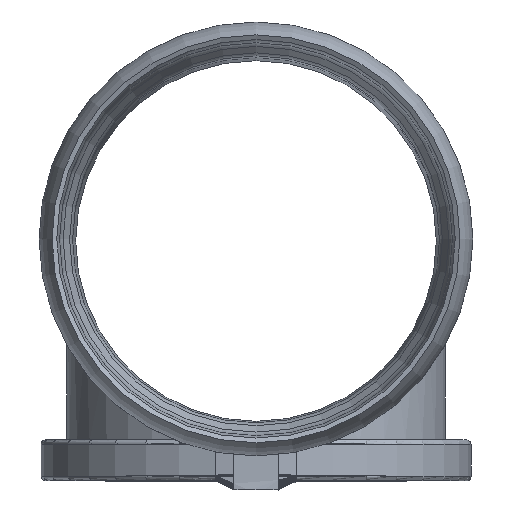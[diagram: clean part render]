
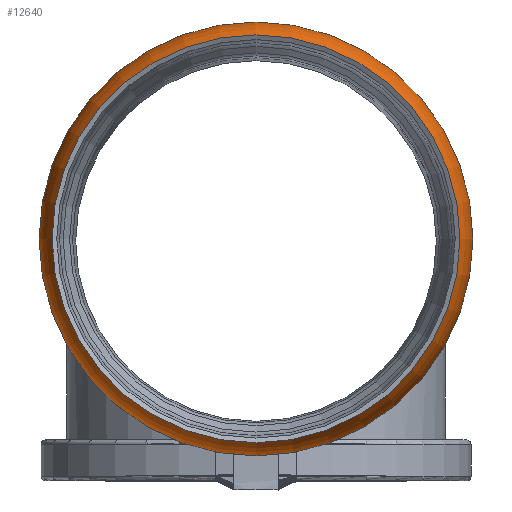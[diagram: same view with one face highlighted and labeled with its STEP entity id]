
A CAD part, top view. The second image highlights one B-rep face of the part: STEP entity #12640.
In plain terms, the highlighted toroidal (fillet/blend) face has major radius 34 mm and minor radius 24.5 mm.
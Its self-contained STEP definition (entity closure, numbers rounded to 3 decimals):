
#676=TOROIDAL_SURFACE('',#13266,34.,24.5);
#4027=FACE_OUTER_BOUND('',#4715,.T.);
#4715=EDGE_LOOP('',(#11577,#11578,#11579,#11580,#11581,#11582));
#5090=CIRCLE('',#13264,55.012);
#5091=CIRCLE('',#13265,55.012);
#5092=CIRCLE('',#13267,58.5);
#5093=CIRCLE('',#13268,58.5);
#5094=CIRCLE('',#13269,24.5);
#6356=VERTEX_POINT('',#34476);
#6357=VERTEX_POINT('',#34478);
#6358=VERTEX_POINT('',#34482);
#6359=VERTEX_POINT('',#34483);
#8110=EDGE_CURVE('',#6357,#6356,#5090,.T.);
#8111=EDGE_CURVE('',#6356,#6357,#5091,.T.);
#8112=EDGE_CURVE('',#6358,#6359,#5092,.T.);
#8113=EDGE_CURVE('',#6359,#6358,#5093,.T.);
#8114=EDGE_CURVE('',#6359,#6357,#5094,.T.);
#11577=ORIENTED_EDGE('',*,*,#8112,.F.);
#11578=ORIENTED_EDGE('',*,*,#8113,.F.);
#11579=ORIENTED_EDGE('',*,*,#8114,.T.);
#11580=ORIENTED_EDGE('',*,*,#8110,.T.);
#11581=ORIENTED_EDGE('',*,*,#8111,.T.);
#11582=ORIENTED_EDGE('',*,*,#8114,.F.);
#12640=ADVANCED_FACE('',(#4027),#676,.T.);
#13264=AXIS2_PLACEMENT_3D('',#34479,#15727,#15728);
#13265=AXIS2_PLACEMENT_3D('',#34480,#15729,#15730);
#13266=AXIS2_PLACEMENT_3D('',#34481,#15731,#15732);
#13267=AXIS2_PLACEMENT_3D('',#34484,#15733,#15734);
#13268=AXIS2_PLACEMENT_3D('',#34485,#15735,#15736);
#13269=AXIS2_PLACEMENT_3D('',#34486,#15737,#15738);
#15727=DIRECTION('center_axis',(0.,0.,
-1.));
#15728=DIRECTION('ref_axis',(1.,0.,0.));
#15729=DIRECTION('center_axis',(0.,0.,
-1.));
#15730=DIRECTION('ref_axis',(1.,0.,0.));
#15731=DIRECTION('center_axis',(0.,0.,
-1.));
#15732=DIRECTION('ref_axis',(0.,1.,0.));
#15733=DIRECTION('center_axis',(0.,0.,
-1.));
#15734=DIRECTION('ref_axis',(1.,0.,0.));
#15735=DIRECTION('center_axis',(0.,0.,
-1.));
#15736=DIRECTION('ref_axis',(1.,0.,0.));
#15737=DIRECTION('center_axis',(-1.,0.,0.));
#15738=DIRECTION('ref_axis',(0.,-1.,0.));
#34476=CARTESIAN_POINT('',(-55.012,0.,335.));
#34478=CARTESIAN_POINT('',(0.,-55.012,335.));
#34479=CARTESIAN_POINT('Origin',(0.,0.,335.));
#34480=CARTESIAN_POINT('Origin',(0.,0.,335.));
#34481=CARTESIAN_POINT('Origin',(0.,0.,
322.4));
#34482=CARTESIAN_POINT('',(-58.5,0.,322.4));
#34483=CARTESIAN_POINT('',(0.,-58.5,322.4));
#34484=CARTESIAN_POINT('Origin',(0.,0.,
322.4));
#34485=CARTESIAN_POINT('Origin',(0.,0.,
322.4));
#34486=CARTESIAN_POINT('Origin',(0.,-34.,322.4));
